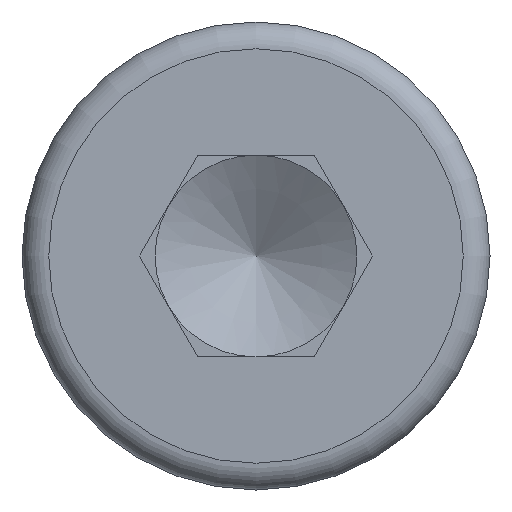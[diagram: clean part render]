
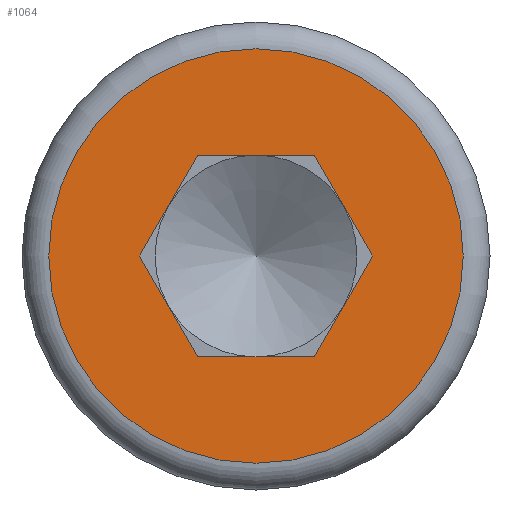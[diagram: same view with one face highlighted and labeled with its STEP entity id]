
A CAD part, left-side view. The second image highlights one B-rep face of the part: STEP entity #1064.
In plain terms, the highlighted planar face has unit normal (-1, 0, 0).
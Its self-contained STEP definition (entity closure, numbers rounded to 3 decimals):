
#1 = VERTEX_POINT ( 'NONE', #1364 ) ;
#4 = EDGE_CURVE ( 'NONE', #8, #670, #678, .T. ) ;
#8 = VERTEX_POINT ( 'NONE', #539 ) ;
#27 = VECTOR ( 'NONE', #1641, 1000. ) ;
#78 = CARTESIAN_POINT ( 'NONE',  ( 0., 0.872, 1.51 ) ) ;
#114 = AXIS2_PLACEMENT_3D ( 'NONE', #936, #395, #1651 ) ;
#120 = VERTEX_POINT ( 'NONE', #327 ) ;
#131 = EDGE_LOOP ( 'NONE', ( #876 ) ) ;
#137 = CARTESIAN_POINT ( 'NONE',  ( 0., -1.744, 0. ) ) ;
#154 = CARTESIAN_POINT ( 'NONE',  ( 0., 1.744, 0. ) ) ;
#200 = DIRECTION ( 'NONE',  ( -1., 0., 0. ) ) ;
#209 = LINE ( 'NONE', #1547, #1563 ) ;
#250 = CARTESIAN_POINT ( 'NONE',  ( 0., -0.872, 1.51 ) ) ;
#284 = VECTOR ( 'NONE', #426, 1000. ) ;
#305 = LINE ( 'NONE', #1778, #657 ) ;
#327 = CARTESIAN_POINT ( 'NONE',  ( 0., 1.744, 0. ) ) ;
#383 = EDGE_CURVE ( 'NONE', #120, #975, #1681, .T. ) ;
#389 = FACE_OUTER_BOUND ( 'NONE', #131, .T. ) ;
#395 = DIRECTION ( 'NONE',  ( -1., 0., 0. ) ) ;
#426 = DIRECTION ( 'NONE',  ( 0., -0.5, 0.866 ) ) ;
#451 = DIRECTION ( 'NONE',  ( 0., 0., 1. ) ) ;
#510 = PLANE ( 'NONE',  #114 ) ;
#521 = CARTESIAN_POINT ( 'NONE',  ( 0., -0.872, -1.51 ) ) ;
#526 = CIRCLE ( 'NONE', #1418, 3.1 ) ;
#527 = LINE ( 'NONE', #671, #27 ) ;
#539 = CARTESIAN_POINT ( 'NONE',  ( 0., -1.744, 0. ) ) ;
#657 = VECTOR ( 'NONE', #1665, 1000. ) ;
#670 = VERTEX_POINT ( 'NONE', #521 ) ;
#671 = CARTESIAN_POINT ( 'NONE',  ( 0., -0.872, 1.51 ) ) ;
#678 = LINE ( 'NONE', #137, #974 ) ;
#792 = ORIENTED_EDGE ( 'NONE', *, *, #1121, .T. ) ;
#801 = DIRECTION ( 'NONE',  ( 0., 1., 0. ) ) ;
#865 = CARTESIAN_POINT ( 'NONE',  ( 0., 0., 3.1 ) ) ;
#876 = ORIENTED_EDGE ( 'NONE', *, *, #1704, .T. ) ;
#936 = CARTESIAN_POINT ( 'NONE',  ( 0., 0., 0. ) ) ;
#966 = ORIENTED_EDGE ( 'NONE', *, *, #4, .T. ) ;
#974 = VECTOR ( 'NONE', #1780, 1000. ) ;
#975 = VERTEX_POINT ( 'NONE', #78 ) ;
#1015 = EDGE_LOOP ( 'NONE', ( #1591, #1059, #792, #966, #1060, #1270 ) ) ;
#1059 = ORIENTED_EDGE ( 'NONE', *, *, #1376, .F. ) ;
#1060 = ORIENTED_EDGE ( 'NONE', *, *, #1453, .F. ) ;
#1064 = ADVANCED_FACE ( 'NONE', ( #1635, #389 ), #510, .T. ) ;
#1121 = EDGE_CURVE ( 'NONE', #1483, #8, #527, .T. ) ;
#1147 = CARTESIAN_POINT ( 'NONE',  ( 0., 0., 0. ) ) ;
#1215 = LINE ( 'NONE', #250, #1403 ) ;
#1270 = ORIENTED_EDGE ( 'NONE', *, *, #1655, .F. ) ;
#1284 = VERTEX_POINT ( 'NONE', #865 ) ;
#1364 = CARTESIAN_POINT ( 'NONE',  ( 0., 0.872, -1.51 ) ) ;
#1376 = EDGE_CURVE ( 'NONE', #1483, #975, #1215, .T. ) ;
#1403 = VECTOR ( 'NONE', #801, 1000. ) ;
#1418 = AXIS2_PLACEMENT_3D ( 'NONE', #1147, #200, #451 ) ;
#1429 = DIRECTION ( 'NONE',  ( 0., -0.5, -0.866 ) ) ;
#1453 = EDGE_CURVE ( 'NONE', #1, #670, #305, .T. ) ;
#1483 = VERTEX_POINT ( 'NONE', #1682 ) ;
#1547 = CARTESIAN_POINT ( 'NONE',  ( 0., 1.744, 0. ) ) ;
#1563 = VECTOR ( 'NONE', #1429, 1000. ) ;
#1591 = ORIENTED_EDGE ( 'NONE', *, *, #383, .T. ) ;
#1635 = FACE_BOUND ( 'NONE', #1015, .T. ) ;
#1641 = DIRECTION ( 'NONE',  ( 0., -0.5, -0.866 ) ) ;
#1651 = DIRECTION ( 'NONE',  ( 0., 0., 1. ) ) ;
#1655 = EDGE_CURVE ( 'NONE', #120, #1, #209, .T. ) ;
#1665 = DIRECTION ( 'NONE',  ( 0., -1., 0. ) ) ;
#1681 = LINE ( 'NONE', #154, #284 ) ;
#1682 = CARTESIAN_POINT ( 'NONE',  ( 0., -0.872, 1.51 ) ) ;
#1704 = EDGE_CURVE ( 'NONE', #1284, #1284, #526, .T. ) ;
#1778 = CARTESIAN_POINT ( 'NONE',  ( 0., 0.872, -1.51 ) ) ;
#1780 = DIRECTION ( 'NONE',  ( 0., 0.5, -0.866 ) ) ;
